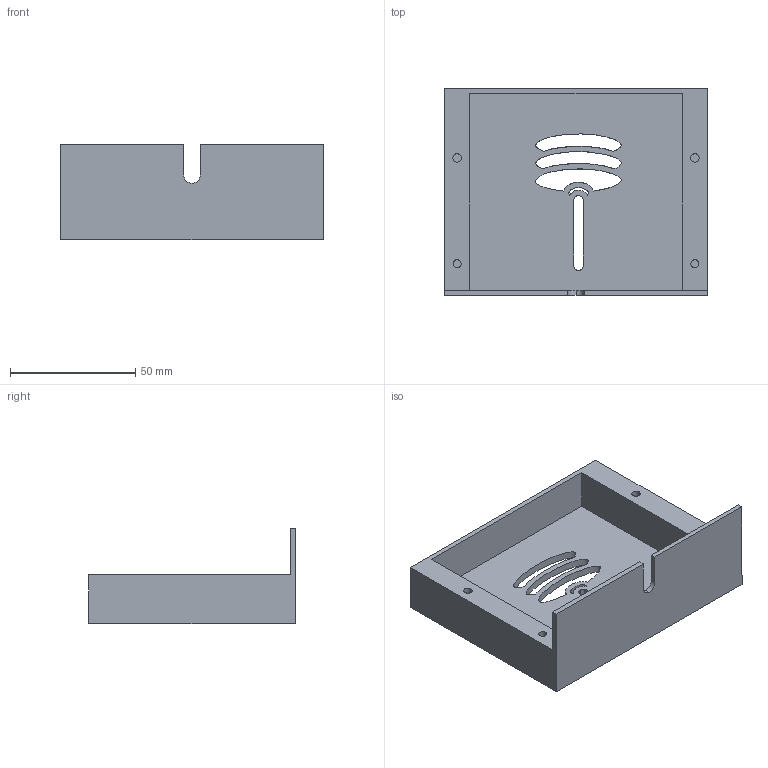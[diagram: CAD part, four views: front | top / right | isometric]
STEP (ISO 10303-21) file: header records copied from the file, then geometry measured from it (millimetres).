
FILE_DESCRIPTION (( 'STEP AP203' ), '1' );
FILE_NAME ('Komputer-cover.STEP', '2019-01-01T17:56:35', ( '' ), ( '' ), 'SwSTEP 2.0', 'SolidWorks 2018', '' );
FILE_SCHEMA (( 'CONFIG_CONTROL_DESIGN' ));
Length unit declared in the file: millimetre
Products named in the file (1): Komputer-cover
Bounding box: 105 x 82.62 x 38 mm (x, y, z)
Volume: 59686.5 mm3; surface area: 34431.2 mm2
Topology: 1 solids, 1 shells, 58 faces, 144 edges, 96 vertices
Faces by surface type: plane 25, cylinder 21, bspline 12
Entity records: 2419 total; most frequent: CARTESIAN_POINT 975, ORIENTED_EDGE 288, DIRECTION 256, EDGE_CURVE 144, VERTEX_POINT 96, AXIS2_PLACEMENT_3D 89, LINE 78, VECTOR 78
